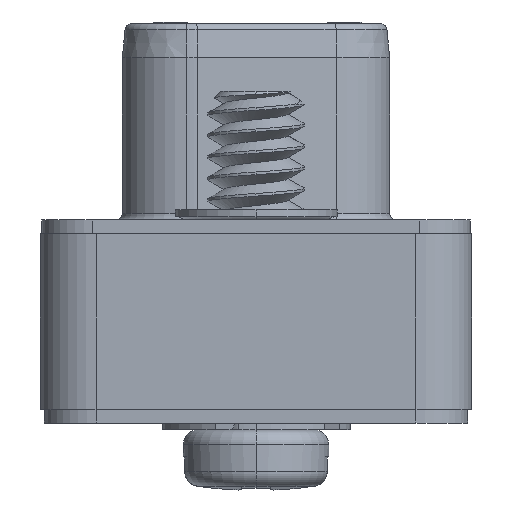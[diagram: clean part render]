
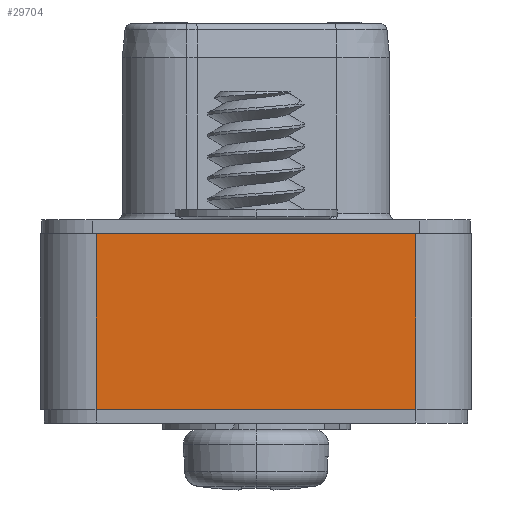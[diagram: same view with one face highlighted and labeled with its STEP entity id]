
A CAD part, left-side view. The second image highlights one B-rep face of the part: STEP entity #29704.
In plain terms, the highlighted planar face has unit normal (-1, 0, 0).
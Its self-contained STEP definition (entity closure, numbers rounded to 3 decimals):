
#79 = DIRECTION ( 'NONE',  ( -1., 0., 0. ) ) ;
#1152 = LINE ( 'NONE', #24414, #22835 ) ;
#1465 = CARTESIAN_POINT ( 'NONE',  ( -26.67, -4.726, 5.2 ) ) ;
#2380 = ORIENTED_EDGE ( 'NONE', *, *, #38474, .F. ) ;
#2394 = CARTESIAN_POINT ( 'NONE',  ( -26.67, 4.726, 0. ) ) ;
#2447 = DIRECTION ( 'NONE',  ( 0., 1., 0. ) ) ;
#4442 = VERTEX_POINT ( 'NONE', #34824 ) ;
#5199 = FACE_OUTER_BOUND ( 'NONE', #39518, .T. ) ;
#5852 = EDGE_CURVE ( 'NONE', #17998, #4442, #24886, .T. ) ;
#5862 = VERTEX_POINT ( 'NONE', #1465 ) ;
#8158 = EDGE_CURVE ( 'NONE', #14150, #4442, #16882, .T. ) ;
#10453 = ORIENTED_EDGE ( 'NONE', *, *, #34761, .F. ) ;
#11104 = LINE ( 'NONE', #15880, #26472 ) ;
#11289 = CARTESIAN_POINT ( 'NONE',  ( -26.67, 4.726, 5.2 ) ) ;
#13688 = ORIENTED_EDGE ( 'NONE', *, *, #5852, .F. ) ;
#14150 = VERTEX_POINT ( 'NONE', #11289 ) ;
#15422 = CARTESIAN_POINT ( 'NONE',  ( -26.67, 4.726, 60.444 ) ) ;
#15880 = CARTESIAN_POINT ( 'NONE',  ( -26.67, -4.726, 60.444 ) ) ;
#16734 = VECTOR ( 'NONE', #2447, 1000. ) ;
#16882 = LINE ( 'NONE', #33137, #25024 ) ;
#17998 = VERTEX_POINT ( 'NONE', #30022 ) ;
#18961 = DIRECTION ( 'NONE',  ( 0., 0., -1. ) ) ;
#21617 = DIRECTION ( 'NONE',  ( 0., -1., 0. ) ) ;
#22835 = VECTOR ( 'NONE', #36629, 1000. ) ;
#24414 = CARTESIAN_POINT ( 'NONE',  ( -26.67, 4.726, 5.2 ) ) ;
#24886 = LINE ( 'NONE', #2394, #16734 ) ;
#25024 = VECTOR ( 'NONE', #31680, 1000. ) ;
#26472 = VECTOR ( 'NONE', #18961, 1000. ) ;
#29704 = ADVANCED_FACE ( 'NONE', ( #5199 ), #36905, .T. ) ;
#30022 = CARTESIAN_POINT ( 'NONE',  ( -26.67, -4.726, 0. ) ) ;
#31680 = DIRECTION ( 'NONE',  ( 0., 0., -1. ) ) ;
#33137 = CARTESIAN_POINT ( 'NONE',  ( -26.67, 4.726, 60.444 ) ) ;
#34761 = EDGE_CURVE ( 'NONE', #5862, #17998, #11104, .T. ) ;
#34824 = CARTESIAN_POINT ( 'NONE',  ( -26.67, 4.726, 0. ) ) ;
#35933 = AXIS2_PLACEMENT_3D ( 'NONE', #15422, #79, #21617 ) ;
#36629 = DIRECTION ( 'NONE',  ( 0., -1., 0. ) ) ;
#36905 = PLANE ( 'NONE',  #35933 ) ;
#37538 = ORIENTED_EDGE ( 'NONE', *, *, #8158, .T. ) ;
#38474 = EDGE_CURVE ( 'NONE', #14150, #5862, #1152, .T. ) ;
#39518 = EDGE_LOOP ( 'NONE', ( #2380, #37538, #13688, #10453 ) ) ;
